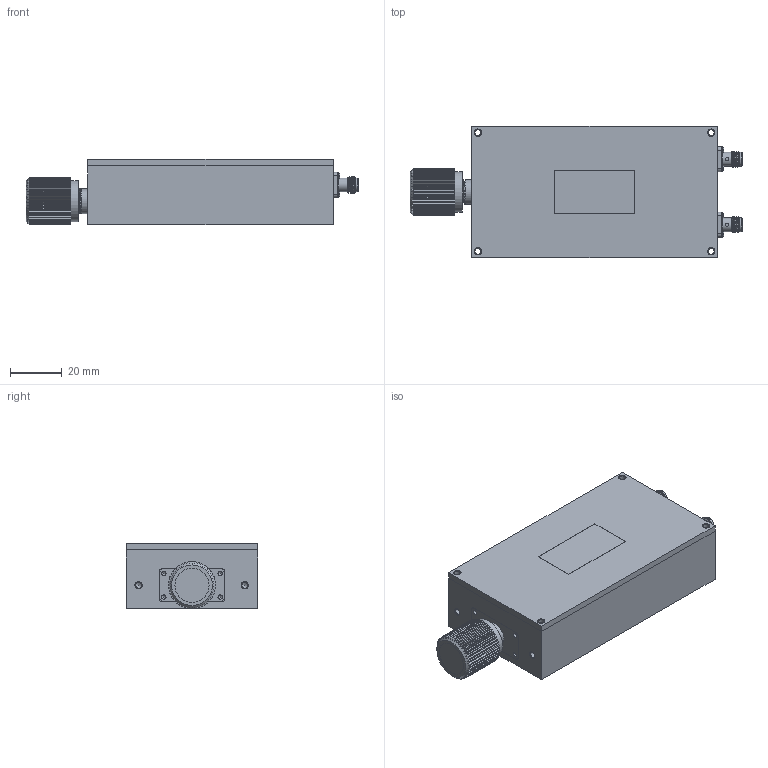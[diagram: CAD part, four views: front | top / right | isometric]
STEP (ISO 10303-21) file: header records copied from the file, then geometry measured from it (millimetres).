
FILE_DESCRIPTION (( 'STEP AP203' ), '1' );
FILE_NAME ('SMP2602_3D.step', '2023-01-30T21:28:01', ( '' ), ( '' ), 'SwSTEP 2.0', 'SolidWorks 2022', '' );
FILE_SCHEMA (( 'CONFIG_CONTROL_DESIGN' ));
Length unit declared in the file: inch
Products named in the file (1): SMP2602_3D
Bounding box: 128.65 x 50.8 x 25.48 mm (x, y, z)
Volume: 128168.2 mm3; surface area: 21302.6 mm2
Topology: 1 solids, 9 shells, 524 faces, 1359 edges, 898 vertices
Faces by surface type: plane 329, cylinder 119, cone 49, bspline 25, torus 2
Full cylindrical faces by diameter (mm): 0.914 x2, 1.092 x8, 1.168 x2, 1.27 x1, 1.702 x4, 2.261 x6, 2.591 x8, 2.845 x10, 4.521 x2, 5.08 x2, 5.334 x4, 9.576 x1, 13.208 x1, 15.748 x1
Entity records: 20335 total; most frequent: CARTESIAN_POINT 8485, ORIENTED_EDGE 2506, DIRECTION 2176, EDGE_CURVE 1253, VERTEX_POINT 867, AXIS2_PLACEMENT_3D 795, EDGE_LOOP 652, VECTOR 586
